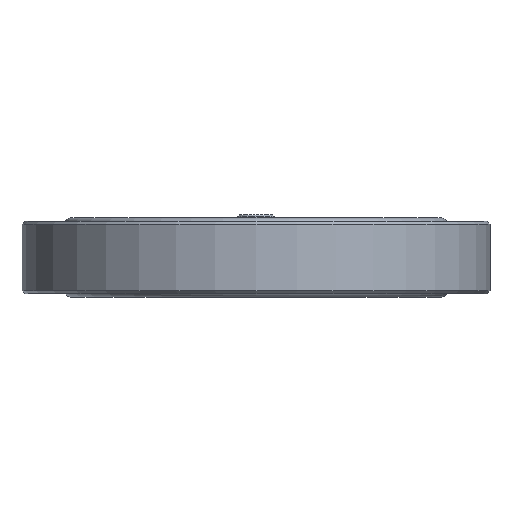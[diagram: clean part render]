
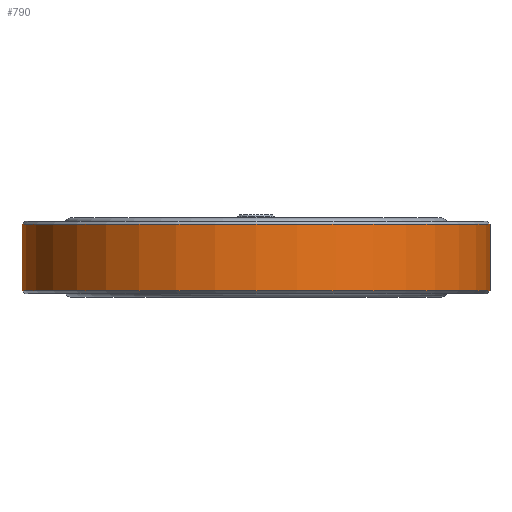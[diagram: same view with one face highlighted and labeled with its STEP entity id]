
A CAD part, front view. The second image highlights one B-rep face of the part: STEP entity #790.
In plain terms, the highlighted cylindrical face has radius 64.5 mm (diameter 129 mm), a full revolution.
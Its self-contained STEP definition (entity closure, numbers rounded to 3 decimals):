
#57 = CARTESIAN_POINT ( 'NONE',  ( -2.697, 64.444, -11.328 ) ) ;
#73 = CARTESIAN_POINT ( 'NONE',  ( 1.331, 64.487, -7.304 ) ) ;
#87 = CARTESIAN_POINT ( 'NONE',  ( 0., 64.5, -13. ) ) ;
#97 = CARTESIAN_POINT ( 'NONE',  ( -1.332, 64.487, -12.695 ) ) ;
#105 = CARTESIAN_POINT ( 'NONE',  ( -2.848, 64.437, -10.964 ) ) ;
#124 = CARTESIAN_POINT ( 'NONE',  ( -2.981, 64.431, -10.391 ) ) ;
#135 = CIRCLE ( 'NONE', #1551, 64.5 ) ;
#163 = EDGE_LOOP ( 'NONE', ( #1925 ) ) ;
#182 = EDGE_CURVE ( 'NONE', #585, #585, #1660, .T. ) ;
#200 = CARTESIAN_POINT ( 'NONE',  ( 0., 0., -19.2 ) ) ;
#209 = CARTESIAN_POINT ( 'NONE',  ( -2.905, 64.435, -10.774 ) ) ;
#212 = FACE_OUTER_BOUND ( 'NONE', #1718, .T. ) ;
#233 = CARTESIAN_POINT ( 'NONE',  ( 2.384, 64.456, -11.832 ) ) ;
#257 = CARTESIAN_POINT ( 'NONE',  ( -2.846, 64.437, -9.03 ) ) ;
#265 = CARTESIAN_POINT ( 'NONE',  ( -3., 64.43, -9.799 ) ) ;
#286 = CARTESIAN_POINT ( 'NONE',  ( 2.697, 64.444, -8.672 ) ) ;
#296 = CYLINDRICAL_SURFACE ( 'NONE', #1427, 64.5 ) ;
#399 = CARTESIAN_POINT ( 'NONE',  ( 2.847, 64.437, -9.035 ) ) ;
#403 = CARTESIAN_POINT ( 'NONE',  ( 2.262, 64.46, -8.02 ) ) ;
#411 = CARTESIAN_POINT ( 'NONE',  ( -2.904, 64.435, -9.221 ) ) ;
#430 = CARTESIAN_POINT ( 'NONE',  ( 3., 64.43, -9.806 ) ) ;
#434 = CARTESIAN_POINT ( 'NONE',  ( 1.506, 64.483, -7.398 ) ) ;
#469 = DIRECTION ( 'NONE',  ( 1., 0., 0. ) ) ;
#506 = AXIS2_PLACEMENT_3D ( 'NONE', #947, #801, #1737 ) ;
#513 = CARTESIAN_POINT ( 'NONE',  ( 2.26, 64.461, -11.983 ) ) ;
#530 = DIRECTION ( 'NONE',  ( 1., 0., 0. ) ) ;
#556 = CARTESIAN_POINT ( 'NONE',  ( 1.33, 64.487, -12.696 ) ) ;
#573 = CARTESIAN_POINT ( 'NONE',  ( 0.777, 64.496, -12.904 ) ) ;
#580 = CARTESIAN_POINT ( 'NONE',  ( 2.904, 64.435, -9.222 ) ) ;
#585 = VERTEX_POINT ( 'NONE', #1625 ) ;
#634 = CARTESIAN_POINT ( 'NONE',  ( 2.697, 64.444, -11.329 ) ) ;
#667 = DIRECTION ( 'NONE',  ( 0., 0., 1. ) ) ;
#669 = EDGE_LOOP ( 'NONE', ( #1522 ) ) ;
#682 = CARTESIAN_POINT ( 'NONE',  ( 2.603, 64.448, -8.496 ) ) ;
#704 = CARTESIAN_POINT ( 'NONE',  ( 2.981, 64.431, -10.392 ) ) ;
#712 = CARTESIAN_POINT ( 'NONE',  ( -1.981, 64.47, -7.738 ) ) ;
#724 = CARTESIAN_POINT ( 'NONE',  ( 0., 0., 0. ) ) ;
#727 = CARTESIAN_POINT ( 'NONE',  ( -2.603, 64.448, -8.495 ) ) ;
#729 = CARTESIAN_POINT ( 'NONE',  ( -1.507, 64.483, -12.602 ) ) ;
#744 = CARTESIAN_POINT ( 'NONE',  ( -1.83, 64.474, -7.614 ) ) ;
#790 = ADVANCED_FACE ( 'NONE', ( #1873, #212, #1992 ), #296, .T. ) ;
#801 = DIRECTION ( 'NONE',  ( 0., 0., 1. ) ) ;
#839 = CARTESIAN_POINT ( 'NONE',  ( 0.197, 64.5, -7. ) ) ;
#859 = ORIENTED_EDGE ( 'NONE', *, *, #182, .F. ) ;
#866 = VERTEX_POINT ( 'NONE', #1505 ) ;
#872 = B_SPLINE_CURVE_WITH_KNOTS ( 'NONE', 3,
 ( #1029, #1596, #915, #573, #1087, #556, #1246, #1422, #1699, #513, #233, #1571, #634, #1980, #1601, #704, #1221, #430, #1260, #580, #399, #286, #682, #1059, #403, #1922, #1038, #434, #73, #1563, #1584, #1846, #839, #1809, #1720, #1201, #1219, #1881, #1576, #744, #712, #1415, #1021, #727, #1227, #257, #411, #901, #265, #1932, #124, #209, #105, #57, #1959, #1821, #1954, #884, #1424, #729, #97, #1069, #1192, #87 ),
 .UNSPECIFIED., .T., .F.,
 ( 4, 2, 2, 2, 2, 2, 2, 2, 2, 2, 2, 2, 2, 2, 2, 2, 2, 2, 2, 2, 2, 2, 2, 2, 2, 2, 2, 2, 2, 2, 2, 4 ),
 ( 0., 0.001, 0.001, 0.002, 0.002, 0.003, 0.004, 0.004, 0.005, 0.005, 0.006, 0.006, 0.007, 0.008, 0.008, 0.009, 0.009, 0.01, 0.011, 0.011, 0.012, 0.012, 0.013, 0.013, 0.014, 0.015, 0.015, 0.016, 0.016, 0.017, 0.018, 0.019 ),
 .UNSPECIFIED. ) ;
#884 = CARTESIAN_POINT ( 'NONE',  ( -1.985, 64.47, -12.258 ) ) ;
#901 = CARTESIAN_POINT ( 'NONE',  ( -2.98, 64.431, -9.604 ) ) ;
#915 = CARTESIAN_POINT ( 'NONE',  ( 0.393, 64.499, -12.981 ) ) ;
#947 = CARTESIAN_POINT ( 'NONE',  ( 0., 0., -0.8 ) ) ;
#1012 = VERTEX_POINT ( 'NONE', #1476 ) ;
#1021 = CARTESIAN_POINT ( 'NONE',  ( -2.384, 64.456, -8.169 ) ) ;
#1029 = CARTESIAN_POINT ( 'NONE',  ( 0., 64.5, -13. ) ) ;
#1038 = CARTESIAN_POINT ( 'NONE',  ( 1.831, 64.474, -7.615 ) ) ;
#1059 = CARTESIAN_POINT ( 'NONE',  ( 2.386, 64.456, -8.171 ) ) ;
#1069 = CARTESIAN_POINT ( 'NONE',  ( -0.79, 64.496, -12.92 ) ) ;
#1087 = CARTESIAN_POINT ( 'NONE',  ( 0.967, 64.493, -12.847 ) ) ;
#1143 = EDGE_CURVE ( 'NONE', #866, #866, #872, .T. ) ;
#1192 = CARTESIAN_POINT ( 'NONE',  ( -0.396, 64.5, -13. ) ) ;
#1201 = CARTESIAN_POINT ( 'NONE',  ( -0.776, 64.496, -7.095 ) ) ;
#1219 = CARTESIAN_POINT ( 'NONE',  ( -0.966, 64.493, -7.153 ) ) ;
#1221 = CARTESIAN_POINT ( 'NONE',  ( 3., 64.43, -10.197 ) ) ;
#1227 = CARTESIAN_POINT ( 'NONE',  ( -2.695, 64.444, -8.667 ) ) ;
#1246 = CARTESIAN_POINT ( 'NONE',  ( 1.503, 64.483, -12.604 ) ) ;
#1260 = CARTESIAN_POINT ( 'NONE',  ( 2.981, 64.431, -9.607 ) ) ;
#1266 = DIRECTION ( 'NONE',  ( 0., 0., 1. ) ) ;
#1415 = CARTESIAN_POINT ( 'NONE',  ( -2.258, 64.461, -8.015 ) ) ;
#1422 = CARTESIAN_POINT ( 'NONE',  ( 1.829, 64.474, -12.386 ) ) ;
#1424 = CARTESIAN_POINT ( 'NONE',  ( -1.834, 64.474, -12.382 ) ) ;
#1427 = AXIS2_PLACEMENT_3D ( 'NONE', #724, #1266, #530 ) ;
#1476 = CARTESIAN_POINT ( 'NONE',  ( 64.5, 0., -19.2 ) ) ;
#1505 = CARTESIAN_POINT ( 'NONE',  ( 0., 64.5, -13. ) ) ;
#1522 = ORIENTED_EDGE ( 'NONE', *, *, #1796, .T. ) ;
#1551 = AXIS2_PLACEMENT_3D ( 'NONE', #200, #667, #469 ) ;
#1563 = CARTESIAN_POINT ( 'NONE',  ( 0.967, 64.493, -7.153 ) ) ;
#1571 = CARTESIAN_POINT ( 'NONE',  ( 2.603, 64.448, -11.504 ) ) ;
#1576 = CARTESIAN_POINT ( 'NONE',  ( -1.501, 64.483, -7.395 ) ) ;
#1584 = CARTESIAN_POINT ( 'NONE',  ( 0.78, 64.496, -7.097 ) ) ;
#1596 = CARTESIAN_POINT ( 'NONE',  ( 0.198, 64.5, -13. ) ) ;
#1601 = CARTESIAN_POINT ( 'NONE',  ( 2.904, 64.435, -10.779 ) ) ;
#1625 = CARTESIAN_POINT ( 'NONE',  ( 64.5, 0., -0.8 ) ) ;
#1660 = CIRCLE ( 'NONE', #506, 64.5 ) ;
#1699 = CARTESIAN_POINT ( 'NONE',  ( 1.983, 64.47, -12.26 ) ) ;
#1718 = EDGE_LOOP ( 'NONE', ( #859 ) ) ;
#1720 = CARTESIAN_POINT ( 'NONE',  ( -0.389, 64.499, -7.019 ) ) ;
#1737 = DIRECTION ( 'NONE',  ( 1., 0., 0. ) ) ;
#1796 = EDGE_CURVE ( 'NONE', #1012, #1012, #135, .T. ) ;
#1809 = CARTESIAN_POINT ( 'NONE',  ( -0.195, 64.5, -7. ) ) ;
#1821 = CARTESIAN_POINT ( 'NONE',  ( -2.388, 64.456, -11.827 ) ) ;
#1846 = CARTESIAN_POINT ( 'NONE',  ( 0.396, 64.499, -7.02 ) ) ;
#1873 = FACE_OUTER_BOUND ( 'NONE', #669, .T. ) ;
#1881 = CARTESIAN_POINT ( 'NONE',  ( -1.327, 64.487, -7.302 ) ) ;
#1922 = CARTESIAN_POINT ( 'NONE',  ( 1.982, 64.47, -7.74 ) ) ;
#1925 = ORIENTED_EDGE ( 'NONE', *, *, #1143, .T. ) ;
#1932 = CARTESIAN_POINT ( 'NONE',  ( -3., 64.43, -10.195 ) ) ;
#1954 = CARTESIAN_POINT ( 'NONE',  ( -2.261, 64.46, -11.981 ) ) ;
#1959 = CARTESIAN_POINT ( 'NONE',  ( -2.605, 64.447, -11.5 ) ) ;
#1980 = CARTESIAN_POINT ( 'NONE',  ( 2.846, 64.437, -10.968 ) ) ;
#1992 = FACE_BOUND ( 'NONE', #163, .T. ) ;
